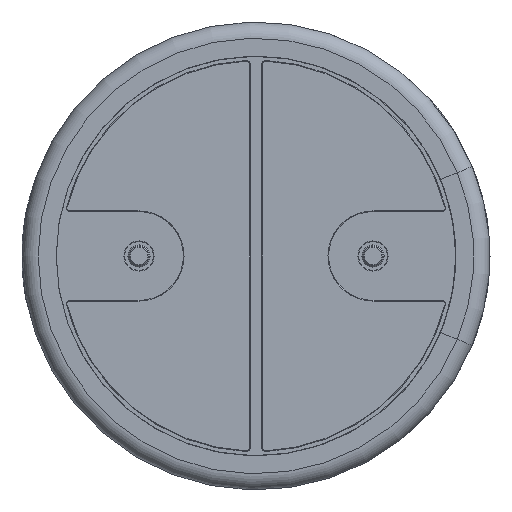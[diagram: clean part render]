
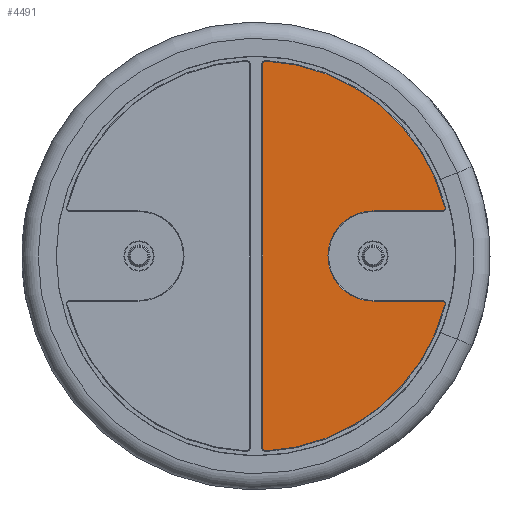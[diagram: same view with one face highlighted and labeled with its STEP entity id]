
A CAD part, front view. The second image highlights one B-rep face of the part: STEP entity #4491.
In plain terms, the highlighted planar face has unit normal (0, -1, 0).
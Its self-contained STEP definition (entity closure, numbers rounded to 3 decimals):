
#60=PLANE('',#4829);
#273=CIRCLE('',#4794,0.082);
#276=CIRCLE('',#4799,0.082);
#279=CIRCLE('',#4803,5.422);
#282=CIRCLE('',#4807,0.082);
#286=CIRCLE('',#4813,1.251);
#290=CIRCLE('',#4819,0.082);
#292=CIRCLE('',#4822,5.422);
#459=FACE_OUTER_BOUND('',#674,.T.);
#674=EDGE_LOOP('',(#3669,#3670,#3671,#3672,#3673,#3674,#3675,#3676,#3677,
#3678));
#890=LINE('',#8948,#1087);
#892=LINE('',#8972,#1089);
#894=LINE('',#8984,#1091);
#1087=VECTOR('',#5517,10.);
#1089=VECTOR('',#5547,10.);
#1091=VECTOR('',#5561,10.);
#1896=VERTEX_POINT('',#8936);
#1899=VERTEX_POINT('',#8941);
#1901=VERTEX_POINT('',#8946);
#1903=VERTEX_POINT('',#8952);
#1905=VERTEX_POINT('',#8958);
#1907=VERTEX_POINT('',#8964);
#1909=VERTEX_POINT('',#8970);
#1911=VERTEX_POINT('',#8976);
#1913=VERTEX_POINT('',#8982);
#1915=VERTEX_POINT('',#8988);
#2498=EDGE_CURVE('',#1899,#1896,#273,.T.);
#2500=EDGE_CURVE('',#1901,#1899,#890,.T.);
#2503=EDGE_CURVE('',#1903,#1901,#276,.T.);
#2506=EDGE_CURVE('',#1905,#1903,#279,.T.);
#2509=EDGE_CURVE('',#1907,#1905,#282,.T.);
#2512=EDGE_CURVE('',#1909,#1907,#892,.T.);
#2515=EDGE_CURVE('',#1911,#1909,#286,.T.);
#2518=EDGE_CURVE('',#1913,#1911,#894,.T.);
#2521=EDGE_CURVE('',#1915,#1913,#290,.T.);
#2523=EDGE_CURVE('',#1896,#1915,#292,.T.);
#3669=ORIENTED_EDGE('',*,*,#2498,.F.);
#3670=ORIENTED_EDGE('',*,*,#2500,.F.);
#3671=ORIENTED_EDGE('',*,*,#2503,.F.);
#3672=ORIENTED_EDGE('',*,*,#2506,.F.);
#3673=ORIENTED_EDGE('',*,*,#2509,.F.);
#3674=ORIENTED_EDGE('',*,*,#2512,.F.);
#3675=ORIENTED_EDGE('',*,*,#2515,.F.);
#3676=ORIENTED_EDGE('',*,*,#2518,.F.);
#3677=ORIENTED_EDGE('',*,*,#2521,.F.);
#3678=ORIENTED_EDGE('',*,*,#2523,.F.);
#4491=ADVANCED_FACE('',(#459),#60,.F.);
#4794=AXIS2_PLACEMENT_3D('',#8943,#5511,#5512);
#4799=AXIS2_PLACEMENT_3D('',#8954,#5523,#5524);
#4803=AXIS2_PLACEMENT_3D('',#8960,#5531,#5532);
#4807=AXIS2_PLACEMENT_3D('',#8966,#5539,#5540);
#4813=AXIS2_PLACEMENT_3D('',#8978,#5553,#5554);
#4819=AXIS2_PLACEMENT_3D('',#8990,#5567,#5568);
#4822=AXIS2_PLACEMENT_3D('',#8993,#5573,#5574);
#4829=AXIS2_PLACEMENT_3D('',#9006,#5593,#5594);
#5511=DIRECTION('center_axis',(0.,1.,0.));
#5512=DIRECTION('ref_axis',(-0.689,0.,0.724));
#5517=DIRECTION('',(0.,0.,1.));
#5523=DIRECTION('center_axis',(0.,1.,0.));
#5524=DIRECTION('ref_axis',(-0.689,0.,-0.724));
#5531=DIRECTION('center_axis',(0.,1.,0.));
#5532=DIRECTION('ref_axis',(0.632,0.,-0.775));
#5539=DIRECTION('center_axis',(0.,1.,0.));
#5540=DIRECTION('ref_axis',(0.79,0.,0.612));
#5547=DIRECTION('',(1.,0.,0.));
#5553=DIRECTION('center_axis',(0.,-1.,0.));
#5554=DIRECTION('ref_axis',(-1.,0.,0.));
#5561=DIRECTION('',(-1.,0.,0.));
#5567=DIRECTION('center_axis',(0.,1.,0.));
#5568=DIRECTION('ref_axis',(0.79,0.,-0.612));
#5573=DIRECTION('center_axis',(0.,1.,0.));
#5574=DIRECTION('ref_axis',(0.632,0.,0.775));
#5593=DIRECTION('center_axis',(0.,1.,0.));
#5594=DIRECTION('ref_axis',(0.,0.,1.));
#8936=CARTESIAN_POINT('',(0.269,-0.09,5.415));
#8941=CARTESIAN_POINT('',(0.183,-0.09,5.333));
#8943=CARTESIAN_POINT('Origin',(0.265,-0.09,5.333));
#8946=CARTESIAN_POINT('',(0.183,-0.09,-5.333));
#8948=CARTESIAN_POINT('',(0.183,-0.09,2.667));
#8952=CARTESIAN_POINT('',(0.269,-0.09,-5.415));
#8954=CARTESIAN_POINT('Origin',(0.265,-0.09,-5.333));
#8958=CARTESIAN_POINT('',(5.25,-0.09,-1.354));
#8960=CARTESIAN_POINT('Origin',(0.,-0.09,0.));
#8964=CARTESIAN_POINT('',(5.171,-0.09,-1.251));
#8966=CARTESIAN_POINT('Origin',(5.171,-0.09,-1.333));
#8970=CARTESIAN_POINT('',(3.25,-0.09,-1.251));
#8972=CARTESIAN_POINT('',(3.944,-0.09,-1.251));
#8976=CARTESIAN_POINT('',(3.25,-0.09,1.251));
#8978=CARTESIAN_POINT('Origin',(3.25,-0.09,0.));
#8982=CARTESIAN_POINT('',(5.171,-0.09,1.251));
#8984=CARTESIAN_POINT('',(2.984,-0.09,1.251));
#8988=CARTESIAN_POINT('',(5.25,-0.09,1.354));
#8990=CARTESIAN_POINT('Origin',(5.171,-0.09,1.333));
#8993=CARTESIAN_POINT('Origin',(0.,-0.09,0.));
#9006=CARTESIAN_POINT('Origin',(2.718,-0.09,0.));
